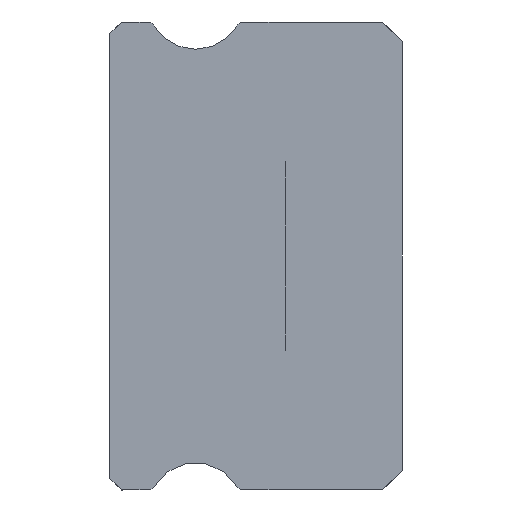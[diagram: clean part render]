
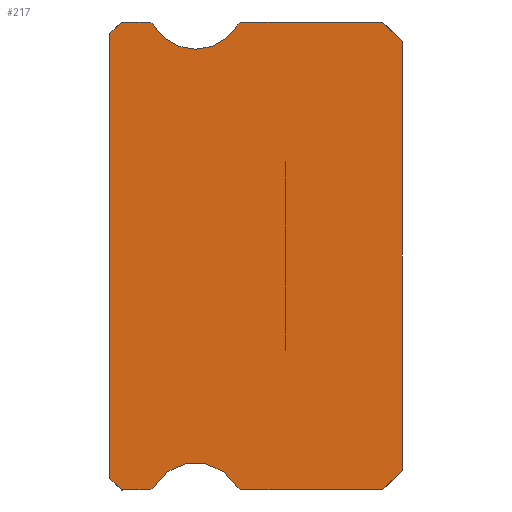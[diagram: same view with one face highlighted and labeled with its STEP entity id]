
A CAD part, left-side view. The second image highlights one B-rep face of the part: STEP entity #217.
In plain terms, the highlighted planar face has unit normal (-1, 0, 0).
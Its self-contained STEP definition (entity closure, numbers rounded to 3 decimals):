
#9 = DIRECTION ( 'NONE',  ( -1., 0., 0. ) ) ;
#163 = CARTESIAN_POINT ( 'NONE',  ( -7.5, 0.5, -6. ) ) ;
#170 = DIRECTION ( 'NONE',  ( 0., -0.707, -0.707 ) ) ;
#217 = ADVANCED_FACE ( 'NONE', ( #6104 ), #1271, .F. ) ;
#244 = VERTEX_POINT ( 'NONE', #9897 ) ;
#264 = ORIENTED_EDGE ( 'NONE', *, *, #2207, .T. ) ;
#268 = DIRECTION ( 'NONE',  ( -1., 0., 0. ) ) ;
#398 = CARTESIAN_POINT ( 'NONE',  ( -7.5, 5.3, -6.55 ) ) ;
#412 = VERTEX_POINT ( 'NONE', #788 ) ;
#498 = VECTOR ( 'NONE', #4040, 1000. ) ;
#756 = EDGE_CURVE ( 'NONE', #4284, #9269, #4000, .T. ) ;
#757 = CARTESIAN_POINT ( 'NONE',  ( -7.5, 6.512, -6. ) ) ;
#770 = CARTESIAN_POINT ( 'NONE',  ( -7.5, 4.217, -5.925 ) ) ;
#779 = CARTESIAN_POINT ( 'NONE',  ( -7.5, 7.2, 6. ) ) ;
#788 = CARTESIAN_POINT ( 'NONE',  ( -7.5, 4.088, 6. ) ) ;
#837 = CIRCLE ( 'NONE', #4696, 0.15 ) ;
#877 = ORIENTED_EDGE ( 'NONE', *, *, #4319, .F. ) ;
#897 = CARTESIAN_POINT ( 'NONE',  ( -7.5, 5.3, 6.55 ) ) ;
#939 = EDGE_CURVE ( 'NONE', #7412, #3180, #1776, .T. ) ;
#949 = ORIENTED_EDGE ( 'NONE', *, *, #8179, .F. ) ;
#1120 = CARTESIAN_POINT ( 'NONE',  ( -7.5, 6.512, 5.85 ) ) ;
#1271 = PLANE ( 'NONE',  #5162 ) ;
#1286 = VERTEX_POINT ( 'NONE', #4095 ) ;
#1437 = ORIENTED_EDGE ( 'NONE', *, *, #3062, .F. ) ;
#1456 = CARTESIAN_POINT ( 'NONE',  ( -7.5, 5.3, 6.55 ) ) ;
#1649 = ORIENTED_EDGE ( 'NONE', *, *, #3386, .F. ) ;
#1776 = CIRCLE ( 'NONE', #7636, 1.25 ) ;
#1822 = LINE ( 'NONE', #3458, #5695 ) ;
#1878 = CARTESIAN_POINT ( 'NONE',  ( -7.5, 0., -5.5 ) ) ;
#1885 = VERTEX_POINT ( 'NONE', #5739 ) ;
#1909 = VERTEX_POINT ( 'NONE', #6685 ) ;
#1942 = VERTEX_POINT ( 'NONE', #7597 ) ;
#2119 = CARTESIAN_POINT ( 'NONE',  ( -7.5, 4.217, 5.925 ) ) ;
#2143 = DIRECTION ( 'NONE',  ( 1., 0., 0. ) ) ;
#2207 = EDGE_CURVE ( 'NONE', #1885, #1909, #3043, .T. ) ;
#2337 = VECTOR ( 'NONE', #4683, 1000. ) ;
#2415 = DIRECTION ( 'NONE',  ( 0., 1., 0. ) ) ;
#2418 = DIRECTION ( 'NONE',  ( 0., -0.707, -0.707 ) ) ;
#2462 = LINE ( 'NONE', #8013, #7342 ) ;
#2498 = VECTOR ( 'NONE', #8061, 1000. ) ;
#2597 = VERTEX_POINT ( 'NONE', #9795 ) ;
#2769 = LINE ( 'NONE', #5044, #5358 ) ;
#2835 = DIRECTION ( 'NONE',  ( 1., 0., 0. ) ) ;
#2902 = ORIENTED_EDGE ( 'NONE', *, *, #8810, .F. ) ;
#3002 = AXIS2_PLACEMENT_3D ( 'NONE', #1456, #9, #7899 ) ;
#3024 = VECTOR ( 'NONE', #8511, 1000. ) ;
#3043 = LINE ( 'NONE', #779, #8307 ) ;
#3062 = EDGE_CURVE ( 'NONE', #3180, #9269, #837, .T. ) ;
#3107 = DIRECTION ( 'NONE',  ( 0., 0., -1. ) ) ;
#3180 = VERTEX_POINT ( 'NONE', #4654 ) ;
#3185 = CIRCLE ( 'NONE', #7200, 0.15 ) ;
#3249 = CARTESIAN_POINT ( 'NONE',  ( -7.5, 7.5, 5.7 ) ) ;
#3281 = CARTESIAN_POINT ( 'NONE',  ( -7.5, 7.2, -6. ) ) ;
#3299 = VECTOR ( 'NONE', #9595, 1000. ) ;
#3351 = AXIS2_PLACEMENT_3D ( 'NONE', #897, #268, #8898 ) ;
#3386 = EDGE_CURVE ( 'NONE', #8738, #8110, #9288, .T. ) ;
#3458 = CARTESIAN_POINT ( 'NONE',  ( -7.5, 6.512, 6. ) ) ;
#3557 = CARTESIAN_POINT ( 'NONE',  ( -7.5, 6.512, -6. ) ) ;
#3658 = EDGE_CURVE ( 'NONE', #3883, #1286, #2462, .T. ) ;
#3703 = EDGE_CURVE ( 'NONE', #1942, #3996, #7127, .T. ) ;
#3722 = DIRECTION ( 'NONE',  ( 0., 0., 1. ) ) ;
#3782 = EDGE_CURVE ( 'NONE', #1942, #4284, #2769, .T. ) ;
#3858 = EDGE_CURVE ( 'NONE', #2597, #244, #4164, .T. ) ;
#3883 = VERTEX_POINT ( 'NONE', #7843 ) ;
#3980 = CARTESIAN_POINT ( 'NONE',  ( -7.5, 7.5, 5.85 ) ) ;
#3996 = VERTEX_POINT ( 'NONE', #9335 ) ;
#4000 = LINE ( 'NONE', #757, #3299 ) ;
#4012 = ORIENTED_EDGE ( 'NONE', *, *, #3658, .F. ) ;
#4025 = ORIENTED_EDGE ( 'NONE', *, *, #939, .F. ) ;
#4040 = DIRECTION ( 'NONE',  ( 0., 0., 1. ) ) ;
#4095 = CARTESIAN_POINT ( 'NONE',  ( -7.5, 0., 5.5 ) ) ;
#4164 = CIRCLE ( 'NONE', #3002, 1.25 ) ;
#4244 = VECTOR ( 'NONE', #3722, 1000. ) ;
#4246 = AXIS2_PLACEMENT_3D ( 'NONE', #8750, #6416, #5621 ) ;
#4284 = VERTEX_POINT ( 'NONE', #3281 ) ;
#4319 = EDGE_CURVE ( 'NONE', #6949, #412, #5506, .T. ) ;
#4654 = CARTESIAN_POINT ( 'NONE',  ( -7.5, 6.383, -5.925 ) ) ;
#4683 = DIRECTION ( 'NONE',  ( 0., 0.707, -0.707 ) ) ;
#4696 = AXIS2_PLACEMENT_3D ( 'NONE', #5981, #7743, #8576 ) ;
#4708 = ORIENTED_EDGE ( 'NONE', *, *, #6358, .F. ) ;
#4756 = ORIENTED_EDGE ( 'NONE', *, *, #3858, .F. ) ;
#5044 = CARTESIAN_POINT ( 'NONE',  ( -7.5, 7.2, -6. ) ) ;
#5162 = AXIS2_PLACEMENT_3D ( 'NONE', #1120, #2835, #9160 ) ;
#5358 = VECTOR ( 'NONE', #170, 1000. ) ;
#5477 = DIRECTION ( 'NONE',  ( 1., 0., 0. ) ) ;
#5481 = EDGE_LOOP ( 'NONE', ( #7254, #9390, #5523, #6837, #1437, #4025, #6860, #1649, #7878, #9091, #4012, #949, #877, #2902, #4756, #4708, #264 ) ) ;
#5506 = CIRCLE ( 'NONE', #5533, 0.15 ) ;
#5523 = ORIENTED_EDGE ( 'NONE', *, *, #3782, .T. ) ;
#5533 = AXIS2_PLACEMENT_3D ( 'NONE', #9304, #2143, #10079 ) ;
#5621 = DIRECTION ( 'NONE',  ( 0., 0., -1. ) ) ;
#5695 = VECTOR ( 'NONE', #7434, 1000. ) ;
#5739 = CARTESIAN_POINT ( 'NONE',  ( -7.5, 6.512, 6. ) ) ;
#5880 = CIRCLE ( 'NONE', #3351, 1.25 ) ;
#5981 = CARTESIAN_POINT ( 'NONE',  ( -7.5, 6.512, -5.85 ) ) ;
#6093 = LINE ( 'NONE', #9258, #4244 ) ;
#6104 = FACE_OUTER_BOUND ( 'NONE', #5481, .T. ) ;
#6358 = EDGE_CURVE ( 'NONE', #1885, #2597, #8755, .T. ) ;
#6416 = DIRECTION ( 'NONE',  ( 1., 0., 0. ) ) ;
#6612 = EDGE_CURVE ( 'NONE', #8060, #1286, #6093, .T. ) ;
#6685 = CARTESIAN_POINT ( 'NONE',  ( -7.5, 7.2, 6. ) ) ;
#6837 = ORIENTED_EDGE ( 'NONE', *, *, #756, .T. ) ;
#6860 = ORIENTED_EDGE ( 'NONE', *, *, #9037, .F. ) ;
#6949 = VERTEX_POINT ( 'NONE', #2119 ) ;
#7127 = LINE ( 'NONE', #3980, #498 ) ;
#7200 = AXIS2_PLACEMENT_3D ( 'NONE', #8805, #5477, #3107 ) ;
#7254 = ORIENTED_EDGE ( 'NONE', *, *, #9885, .T. ) ;
#7342 = VECTOR ( 'NONE', #2418, 1000. ) ;
#7412 = VERTEX_POINT ( 'NONE', #770 ) ;
#7434 = DIRECTION ( 'NONE',  ( 0., -1., 0. ) ) ;
#7558 = CARTESIAN_POINT ( 'NONE',  ( -7.5, 6.512, -6. ) ) ;
#7597 = CARTESIAN_POINT ( 'NONE',  ( -7.5, 7.5, -5.7 ) ) ;
#7636 = AXIS2_PLACEMENT_3D ( 'NONE', #398, #9271, #7658 ) ;
#7658 = DIRECTION ( 'NONE',  ( 0., 0., -1. ) ) ;
#7743 = DIRECTION ( 'NONE',  ( 1., 0., 0. ) ) ;
#7843 = CARTESIAN_POINT ( 'NONE',  ( -7.5, 0.5, 6. ) ) ;
#7878 = ORIENTED_EDGE ( 'NONE', *, *, #9702, .F. ) ;
#7899 = DIRECTION ( 'NONE',  ( 0., 0., -1. ) ) ;
#7968 = CARTESIAN_POINT ( 'NONE',  ( -7.5, 0., -5.5 ) ) ;
#8013 = CARTESIAN_POINT ( 'NONE',  ( -7.5, 0.5, 6. ) ) ;
#8060 = VERTEX_POINT ( 'NONE', #1878 ) ;
#8061 = DIRECTION ( 'NONE',  ( 0., 0.707, -0.707 ) ) ;
#8110 = VERTEX_POINT ( 'NONE', #8846 ) ;
#8179 = EDGE_CURVE ( 'NONE', #412, #3883, #1822, .T. ) ;
#8307 = VECTOR ( 'NONE', #2415, 1000. ) ;
#8511 = DIRECTION ( 'NONE',  ( 0., 1., 0. ) ) ;
#8576 = DIRECTION ( 'NONE',  ( 0., 0., -1. ) ) ;
#8738 = VERTEX_POINT ( 'NONE', #163 ) ;
#8750 = CARTESIAN_POINT ( 'NONE',  ( -7.5, 6.512, 5.85 ) ) ;
#8755 = CIRCLE ( 'NONE', #4246, 0.15 ) ;
#8805 = CARTESIAN_POINT ( 'NONE',  ( -7.5, 4.088, -5.85 ) ) ;
#8810 = EDGE_CURVE ( 'NONE', #244, #6949, #5880, .T. ) ;
#8846 = CARTESIAN_POINT ( 'NONE',  ( -7.5, 4.088, -6. ) ) ;
#8898 = DIRECTION ( 'NONE',  ( 0., 0., -1. ) ) ;
#9037 = EDGE_CURVE ( 'NONE', #8110, #7412, #3185, .T. ) ;
#9091 = ORIENTED_EDGE ( 'NONE', *, *, #6612, .T. ) ;
#9160 = DIRECTION ( 'NONE',  ( 0., 0., -1. ) ) ;
#9258 = CARTESIAN_POINT ( 'NONE',  ( -7.5, 0., 5.5 ) ) ;
#9269 = VERTEX_POINT ( 'NONE', #7558 ) ;
#9271 = DIRECTION ( 'NONE',  ( -1., 0., 0. ) ) ;
#9288 = LINE ( 'NONE', #3557, #3024 ) ;
#9304 = CARTESIAN_POINT ( 'NONE',  ( -7.5, 4.088, 5.85 ) ) ;
#9335 = CARTESIAN_POINT ( 'NONE',  ( -7.5, 7.5, 5.7 ) ) ;
#9390 = ORIENTED_EDGE ( 'NONE', *, *, #3703, .F. ) ;
#9595 = DIRECTION ( 'NONE',  ( 0., -1., 0. ) ) ;
#9702 = EDGE_CURVE ( 'NONE', #8060, #8738, #10243, .T. ) ;
#9795 = CARTESIAN_POINT ( 'NONE',  ( -7.5, 6.383, 5.925 ) ) ;
#9885 = EDGE_CURVE ( 'NONE', #1909, #3996, #10268, .T. ) ;
#9897 = CARTESIAN_POINT ( 'NONE',  ( -7.5, 5.3, 5.3 ) ) ;
#10079 = DIRECTION ( 'NONE',  ( 0., 0., -1. ) ) ;
#10243 = LINE ( 'NONE', #7968, #2337 ) ;
#10268 = LINE ( 'NONE', #3249, #2498 ) ;
